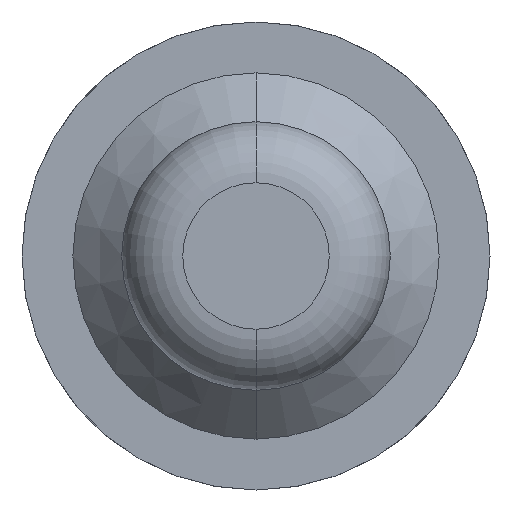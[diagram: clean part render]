
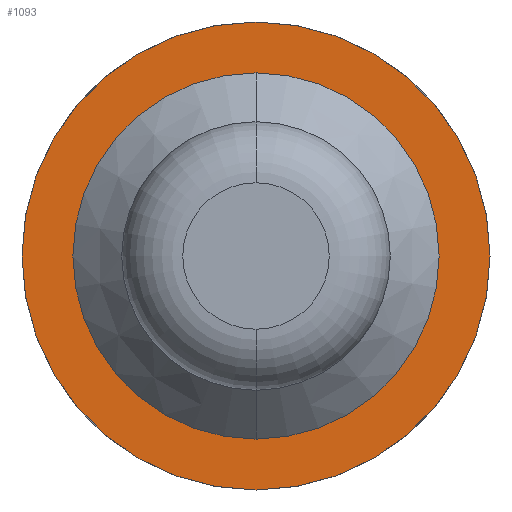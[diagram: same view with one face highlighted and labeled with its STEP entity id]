
A CAD part, front view. The second image highlights one B-rep face of the part: STEP entity #1093.
In plain terms, the highlighted planar face has unit normal (0, -1, 0).
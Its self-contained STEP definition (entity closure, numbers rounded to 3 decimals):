
#42 = CARTESIAN_POINT ( 'NONE',  ( 0., -1.7, 0. ) ) ;
#65 = DIRECTION ( 'NONE',  ( 0., -1., 0. ) ) ;
#110 = DIRECTION ( 'NONE',  ( 0., 0., -1. ) ) ;
#294 = VERTEX_POINT ( 'NONE', #3386 ) ;
#300 = DIRECTION ( 'NONE',  ( 0., -1., 0. ) ) ;
#525 = AXIS2_PLACEMENT_3D ( 'NONE', #716, #65, #2132 ) ;
#688 = AXIS2_PLACEMENT_3D ( 'NONE', #42, #2368, #2400 ) ;
#716 = CARTESIAN_POINT ( 'NONE',  ( 0., -1.7, 0. ) ) ;
#759 = EDGE_CURVE ( 'Defeature ausgef�hrt2_5+Defeature ausgef�hrt2_6+Defeature ausgef�hrt2_6+Defeature ausgef�hrt2_6', #1032, #294, #1573, .T. ) ;
#830 = EDGE_LOOP ( 'NONE', ( #3136, #2231 ) ) ;
#915 = VERTEX_POINT ( 'NONE', #1054 ) ;
#938 = CARTESIAN_POINT ( 'NONE',  ( 0., -1.7, 0. ) ) ;
#961 = DIRECTION ( 'NONE',  ( 0., 0., -1. ) ) ;
#966 = FACE_BOUND ( 'NONE', #830, .T. ) ;
#1026 = EDGE_LOOP ( 'NONE', ( #3660, #3222 ) ) ;
#1032 = VERTEX_POINT ( 'NONE', #2628 ) ;
#1039 = DIRECTION ( 'NONE',  ( 0., -1., 0. ) ) ;
#1054 = CARTESIAN_POINT ( 'NONE',  ( 0., -1.7, -0.35 ) ) ;
#1078 = CARTESIAN_POINT ( 'NONE',  ( 0.35, -1.7, 0. ) ) ;
#1093 = ADVANCED_FACE ( 'Defeature ausgef�hrt2_5', ( #2401, #966 ), #2848, .T. ) ;
#1221 = VERTEX_POINT ( 'NONE', #3425 ) ;
#1247 = AXIS2_PLACEMENT_3D ( 'NONE', #1078, #1039, #1926 ) ;
#1399 = CIRCLE ( 'NONE', #525, 0.575 ) ;
#1522 = AXIS2_PLACEMENT_3D ( 'NONE', #1882, #2782, #110 ) ;
#1547 = AXIS2_PLACEMENT_3D ( 'NONE', #938, #300, #961 ) ;
#1573 = CIRCLE ( 'NONE', #1522, 0.575 ) ;
#1624 = CIRCLE ( 'NONE', #688, 0.35 ) ;
#1882 = CARTESIAN_POINT ( 'NONE',  ( 0., -1.7, 0. ) ) ;
#1894 = EDGE_CURVE ( 'Defeature ausgef�hrt2_4+Defeature ausgef�hrt2_5+Defeature ausgef�hrt2_5+Defeature ausgef�hrt2_5', #915, #1221, #2332, .T. ) ;
#1926 = DIRECTION ( 'NONE',  ( 0., 0., -1. ) ) ;
#2132 = DIRECTION ( 'NONE',  ( 0., 0., -1. ) ) ;
#2231 = ORIENTED_EDGE ( 'NONE', *, *, #3480, .F. ) ;
#2332 = CIRCLE ( 'NONE', #1547, 0.35 ) ;
#2368 = DIRECTION ( 'NONE',  ( 0., -1., 0. ) ) ;
#2400 = DIRECTION ( 'NONE',  ( 0., 0., -1. ) ) ;
#2401 = FACE_OUTER_BOUND ( 'NONE', #1026, .T. ) ;
#2628 = CARTESIAN_POINT ( 'NONE',  ( 0., -1.7, 0.575 ) ) ;
#2782 = DIRECTION ( 'NONE',  ( 0., -1., 0. ) ) ;
#2848 = PLANE ( 'NONE',  #1247 ) ;
#3136 = ORIENTED_EDGE ( 'NONE', *, *, #1894, .F. ) ;
#3222 = ORIENTED_EDGE ( 'NONE', *, *, #759, .T. ) ;
#3386 = CARTESIAN_POINT ( 'NONE',  ( 0., -1.7, -0.575 ) ) ;
#3402 = EDGE_CURVE ( 'Defeature ausgef�hrt2_5+Defeature ausgef�hrt2_6+Defeature ausgef�hrt2_6+Defeature ausgef�hrt2_6', #294, #1032, #1399, .T. ) ;
#3425 = CARTESIAN_POINT ( 'NONE',  ( 0., -1.7, 0.35 ) ) ;
#3480 = EDGE_CURVE ( 'Defeature ausgef�hrt2_4+Defeature ausgef�hrt2_5+Defeature ausgef�hrt2_5+Defeature ausgef�hrt2_5', #1221, #915, #1624, .T. ) ;
#3660 = ORIENTED_EDGE ( 'NONE', *, *, #3402, .T. ) ;
